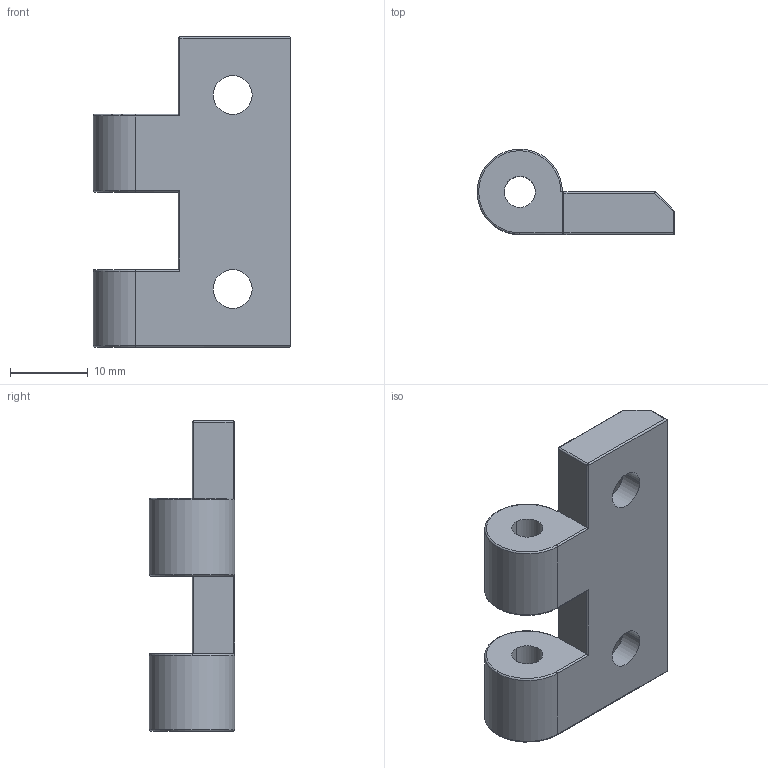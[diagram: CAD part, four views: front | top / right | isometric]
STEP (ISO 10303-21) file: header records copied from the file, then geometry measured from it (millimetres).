
FILE_DESCRIPTION(('FreeCAD Model'),'2;1');
FILE_NAME('Hinge_DZ-4040_pad.STEP','2018-05-19T13:09:35',('Author'),(''), 'Open CASCADE STEP processor 7.2','FreeCAD','Unknown');
FILE_SCHEMA(('AUTOMOTIVE_DESIGN { 1 0 10303 214 1 1 1 1 }'));
Length unit declared in the file: millimetre
Products named in the file (1): Forseti-DZ-4040_-_Drobradica_zamak_40x40mm_Aba_DZ4040_-_Dobradica_
40x40mm
Bounding box: 25.5 x 11 x 40 mm (x, y, z)
Volume: 4495.4 mm3; surface area: 2865.4 mm2
Topology: 1 solids, 1 shells, 48 faces, 120 edges, 70 vertices
Faces by surface type: cylinder 25, plane 11, torus 6, cone 4, sphere 2
Entity records: 3468 total; most frequent: CARTESIAN_POINT 1079, DIRECTION 457, LINE 244, VECTOR 244, ORIENTED_EDGE 236, PCURVE 236, DEFINITIONAL_REPRESENTATION 236, EDGE_CURVE 118
